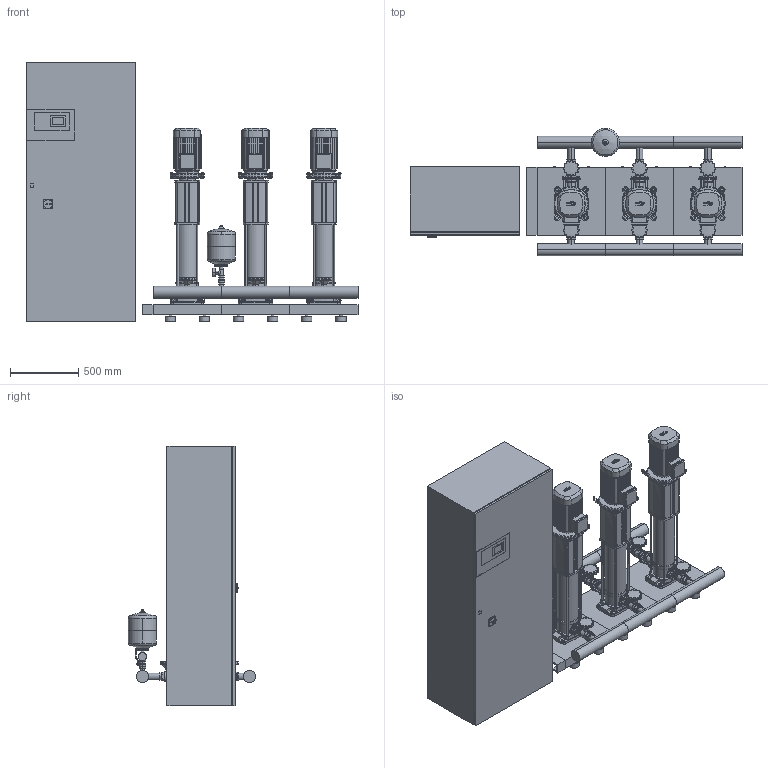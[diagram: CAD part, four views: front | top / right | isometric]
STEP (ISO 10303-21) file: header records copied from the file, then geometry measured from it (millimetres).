
FILE_DESCRIPTION((''),'2;1');
FILE_NAME('3d_COR-3HELIXV1609_K_CC-01-2532270.stp','2016-01-22T13:57:47',(''),(''),'Mechanical Desktop 2009','Mechanical Desktop 2009',', , ');
FILE_SCHEMA(('CONFIG_CONTROL_DESIGN'));
Length unit declared in the file: millimetre
Products named in the file (1): Product
Bounding box: 2430 x 932.45 x 1900 mm (x, y, z)
Volume: 894475031.2 mm3; surface area: 16537451.7 mm2
Topology: 154 solids, 154 shells, 5744 faces, 15123 edges, 9921 vertices
Faces by surface type: plane 2575, bspline 1477, cylinder 1338, cone 246, torus 88, sphere 20
Entity records: 188632 total; most frequent: CARTESIAN_POINT 46593, ORIENTED_EDGE 30222, DIRECTION 27401, EDGE_CURVE 15111, VECTOR 10039, LINE 10039, VERTEX_POINT 9916, AXIS2_PLACEMENT_3D 8681
